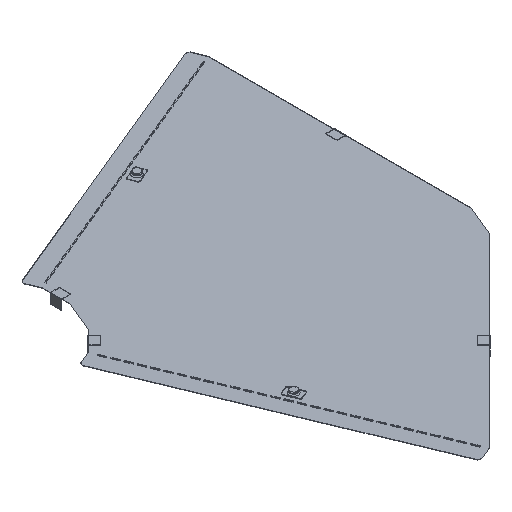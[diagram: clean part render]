
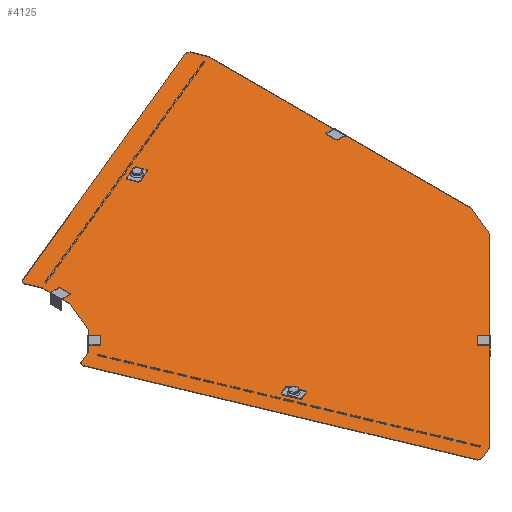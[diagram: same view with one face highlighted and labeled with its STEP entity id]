
A CAD part, isometric view. The second image highlights one B-rep face of the part: STEP entity #4125.
In plain terms, the highlighted planar face has unit normal (0, 0, 1).
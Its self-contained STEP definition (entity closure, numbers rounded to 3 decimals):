
#255=FACE_OUTER_BOUND('',#451,.T.);
#451=EDGE_LOOP('',(#3309,#3310,#3311,#3312,#3313,#3314,#3315,#3316,#3317,
#3318,#3319,#3320,#3321,#3322,#3323,#3324));
#838=LINE('',#6336,#1458);
#840=LINE('',#6340,#1460);
#841=LINE('',#6342,#1461);
#842=LINE('',#6344,#1462);
#843=LINE('',#6346,#1463);
#844=LINE('',#6348,#1464);
#845=LINE('',#6350,#1465);
#846=LINE('',#6352,#1466);
#847=LINE('',#6354,#1467);
#848=LINE('',#6356,#1468);
#849=LINE('',#6358,#1469);
#850=LINE('',#6360,#1470);
#851=LINE('',#6362,#1471);
#852=LINE('',#6364,#1472);
#853=LINE('',#6366,#1473);
#854=LINE('',#6367,#1474);
#1458=VECTOR('',#5085,1.);
#1460=VECTOR('',#5089,1.);
#1461=VECTOR('',#5090,1.);
#1462=VECTOR('',#5091,1.);
#1463=VECTOR('',#5092,1.);
#1464=VECTOR('',#5093,10.);
#1465=VECTOR('',#5094,1.);
#1466=VECTOR('',#5095,1.);
#1467=VECTOR('',#5096,1.);
#1468=VECTOR('',#5097,1.);
#1469=VECTOR('',#5098,1.);
#1470=VECTOR('',#5099,1.);
#1471=VECTOR('',#5100,1.);
#1472=VECTOR('',#5101,10.);
#1473=VECTOR('',#5102,1.);
#1474=VECTOR('',#5103,1.);
#2077=VERTEX_POINT('',#6333);
#2078=VERTEX_POINT('',#6335);
#2079=VERTEX_POINT('',#6339);
#2080=VERTEX_POINT('',#6341);
#2081=VERTEX_POINT('',#6343);
#2082=VERTEX_POINT('',#6345);
#2083=VERTEX_POINT('',#6347);
#2084=VERTEX_POINT('',#6349);
#2085=VERTEX_POINT('',#6351);
#2086=VERTEX_POINT('',#6353);
#2087=VERTEX_POINT('',#6355);
#2088=VERTEX_POINT('',#6357);
#2089=VERTEX_POINT('',#6359);
#2090=VERTEX_POINT('',#6361);
#2091=VERTEX_POINT('',#6363);
#2092=VERTEX_POINT('',#6365);
#2662=EDGE_CURVE('',#2078,#2077,#838,.T.);
#2664=EDGE_CURVE('',#2079,#2077,#840,.T.);
#2665=EDGE_CURVE('',#2079,#2080,#841,.T.);
#2666=EDGE_CURVE('',#2081,#2080,#842,.T.);
#2667=EDGE_CURVE('',#2082,#2081,#843,.T.);
#2668=EDGE_CURVE('',#2083,#2082,#844,.T.);
#2669=EDGE_CURVE('',#2083,#2084,#845,.T.);
#2670=EDGE_CURVE('',#2084,#2085,#846,.T.);
#2671=EDGE_CURVE('',#2086,#2085,#847,.T.);
#2672=EDGE_CURVE('',#2086,#2087,#848,.T.);
#2673=EDGE_CURVE('',#2087,#2088,#849,.T.);
#2674=EDGE_CURVE('',#2088,#2089,#850,.T.);
#2675=EDGE_CURVE('',#2090,#2089,#851,.T.);
#2676=EDGE_CURVE('',#2090,#2091,#852,.T.);
#2677=EDGE_CURVE('',#2092,#2091,#853,.F.);
#2678=EDGE_CURVE('',#2092,#2078,#854,.T.);
#3309=ORIENTED_EDGE('',*,*,#2662,.T.);
#3310=ORIENTED_EDGE('',*,*,#2664,.F.);
#3311=ORIENTED_EDGE('',*,*,#2665,.T.);
#3312=ORIENTED_EDGE('',*,*,#2666,.F.);
#3313=ORIENTED_EDGE('',*,*,#2667,.F.);
#3314=ORIENTED_EDGE('',*,*,#2668,.F.);
#3315=ORIENTED_EDGE('',*,*,#2669,.T.);
#3316=ORIENTED_EDGE('',*,*,#2670,.T.);
#3317=ORIENTED_EDGE('',*,*,#2671,.F.);
#3318=ORIENTED_EDGE('',*,*,#2672,.T.);
#3319=ORIENTED_EDGE('',*,*,#2673,.T.);
#3320=ORIENTED_EDGE('',*,*,#2674,.T.);
#3321=ORIENTED_EDGE('',*,*,#2675,.F.);
#3322=ORIENTED_EDGE('',*,*,#2676,.T.);
#3323=ORIENTED_EDGE('',*,*,#2677,.F.);
#3324=ORIENTED_EDGE('',*,*,#2678,.T.);
#3941=PLANE('',#4554);
#4125=ADVANCED_FACE('',(#255),#3941,.T.);
#4554=AXIS2_PLACEMENT_3D('',#6338,#5087,#5088);
#5085=DIRECTION('',(-0.707,-0.707,0.));
#5087=DIRECTION('center_axis',(0.,0.,1.));
#5088=DIRECTION('ref_axis',(0.707,0.707,0.));
#5089=DIRECTION('',(0.924,0.383,0.));
#5090=DIRECTION('',(-0.383,-0.924,0.));
#5091=DIRECTION('',(-0.383,0.924,0.));
#5092=DIRECTION('',(-0.924,0.383,0.));
#5093=DIRECTION('',(-0.924,-0.383,0.));
#5094=DIRECTION('',(0.707,0.707,0.));
#5095=DIRECTION('',(0.383,0.924,0.));
#5096=DIRECTION('',(0.,-1.,0.));
#5097=DIRECTION('',(-0.383,0.924,0.));
#5098=DIRECTION('',(-0.924,0.383,0.));
#5099=DIRECTION('',(-0.924,-0.383,0.));
#5100=DIRECTION('',(0.383,0.924,0.));
#5101=DIRECTION('',(0.383,-0.924,0.));
#5102=DIRECTION('',(0.,-1.,0.));
#5103=DIRECTION('',(-0.383,-0.924,0.));
#6333=CARTESIAN_POINT('',(-122.199,410.524,-0.2));
#6335=CARTESIAN_POINT('',(-83.379,449.344,-0.2));
#6336=CARTESIAN_POINT('',(-116.807,415.915,-0.2));
#6338=CARTESIAN_POINT('Origin',(-102.789,429.934,-0.2));
#6339=CARTESIAN_POINT('',(-147.698,399.961,-0.2));
#6340=CARTESIAN_POINT('',(-134.948,405.242,-0.2));
#6341=CARTESIAN_POINT('',(-150.404,393.429,-0.2));
#6342=CARTESIAN_POINT('',(-149.051,396.695,-0.2));
#6343=CARTESIAN_POINT('',(76.145,-153.508,-0.2));
#6344=CARTESIAN_POINT('',(-37.13,119.96,-0.2));
#6345=CARTESIAN_POINT('',(82.678,-156.214,-0.2));
#6346=CARTESIAN_POINT('',(79.411,-154.861,-0.2));
#6347=CARTESIAN_POINT('',(108.177,-145.652,-0.2));
#6348=CARTESIAN_POINT('',(108.177,-145.652,-0.2));
#6349=CARTESIAN_POINT('',(472.797,218.968,-0.2));
#6350=CARTESIAN_POINT('',(385.955,132.127,-0.2));
#6351=CARTESIAN_POINT('',(497.748,279.205,-0.2));
#6352=CARTESIAN_POINT('',(491.51,264.146,-0.2));
#6353=CARTESIAN_POINT('',(497.748,794.856,-0.2));
#6354=CARTESIAN_POINT('',(497.748,672.043,-0.2));
#6355=CARTESIAN_POINT('',(487.186,820.355,-0.2));
#6356=CARTESIAN_POINT('',(492.467,807.606,-0.2));
#6357=CARTESIAN_POINT('',(480.653,823.061,-0.2));
#6358=CARTESIAN_POINT('',(483.919,821.708,-0.2));
#6359=CARTESIAN_POINT('',(-66.284,596.513,-0.2));
#6360=CARTESIAN_POINT('',(207.185,709.787,-0.2));
#6361=CARTESIAN_POINT('',(-68.99,589.98,-0.2));
#6362=CARTESIAN_POINT('',(-67.637,593.246,-0.2));
#6363=CARTESIAN_POINT('',(-58.428,564.481,-0.2));
#6364=CARTESIAN_POINT('',(-68.99,589.98,-0.2));
#6365=CARTESIAN_POINT('',(-58.428,509.581,-0.2));
#6366=CARTESIAN_POINT('',(-58.428,681.003,-0.2));
#6367=CARTESIAN_POINT('',(-64.665,494.521,-0.2));
